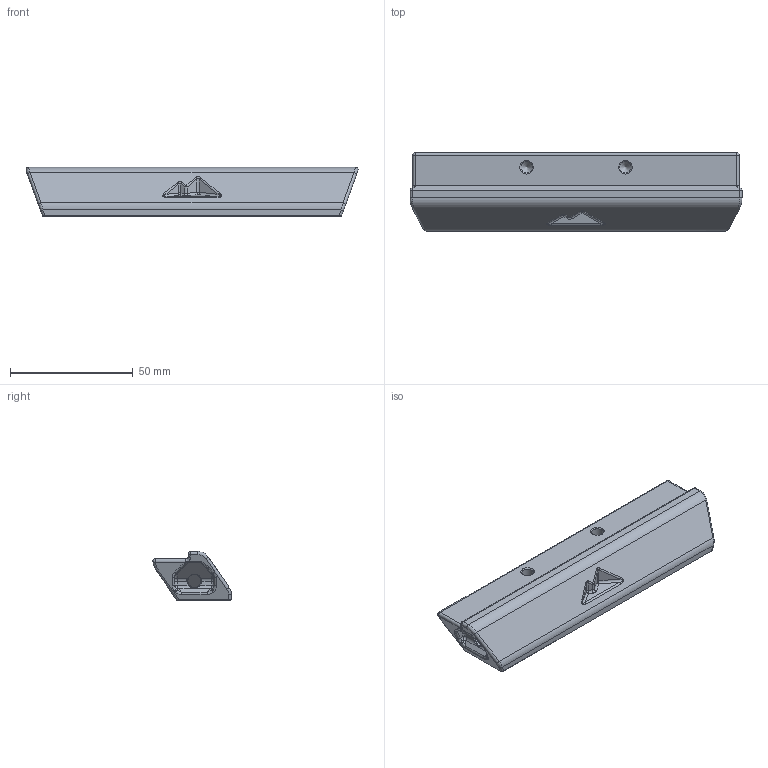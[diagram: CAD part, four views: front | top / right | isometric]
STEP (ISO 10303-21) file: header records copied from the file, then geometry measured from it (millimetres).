
FILE_DESCRIPTION(/* description */ ('STEP AP242','CAx-IF Rec.Pracs.---Representation and Presentation of Product Manufacturing Information (PMI)---4.0---2014-10-13','CAx-IF Rec.Pracs.---3D Tessellated Geometry---0.4---2014-09-14','2;1'),/* implementation_level */ '2;1');
FILE_NAME(/* name */ '66469251d9023f28d7e11ec0',/* time_stamp */ '2024-05-16T23:10:10Z',/* author */ (''),/* organization */ (''),/* preprocessor_version */ 'ST-DEVELOPER v20',/* originating_system */ ' ',/* authorisation */ ' ');
FILE_SCHEMA (('AP242_MANAGED_MODEL_BASED_3D_ENGINEERING_MIM_LF { 1 0 10303 442 1 1 4 }'));
Length unit declared in the file: metre
Products named in the file (1): Cut-Extrude6
Bounding box: 135.08 x 31.88 x 20 mm (x, y, z)
Volume: 45537.5 mm3; surface area: 14502.7 mm2
Topology: 1 solids, 1 shells, 328 faces, 735 edges, 405 vertices
Faces by surface type: cylinder 122, plane 100, bspline 53, cone 34, torus 12, sphere 7
Full cylindrical faces by diameter (mm): 4.7 x2, 5.3 x2
Entity records: 9998 total; most frequent: CARTESIAN_POINT 2945, DIRECTION 1525, ORIENTED_EDGE 1424, EDGE_CURVE 712, AXIS2_PLACEMENT_3D 581, VERTEX_POINT 401, LINE 363, VECTOR 363
